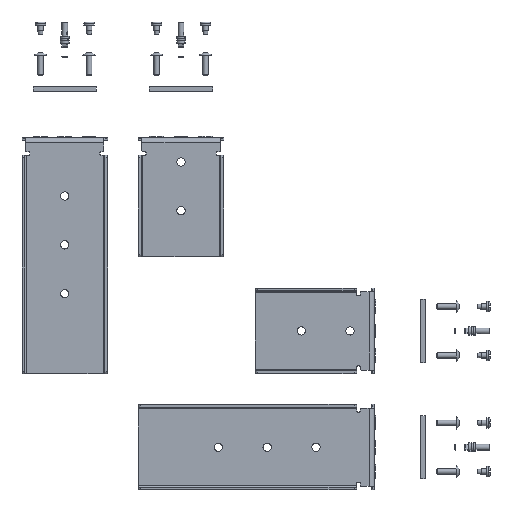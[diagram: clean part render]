
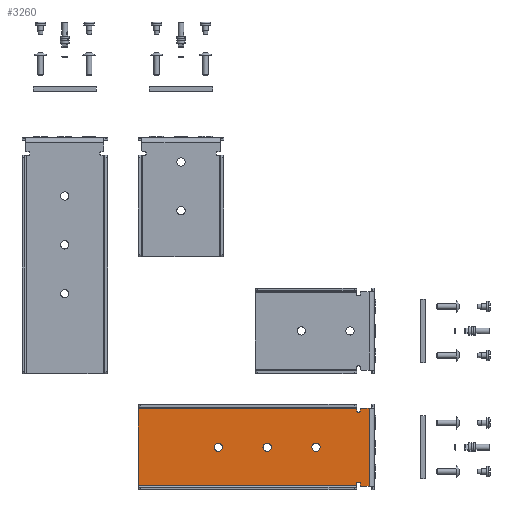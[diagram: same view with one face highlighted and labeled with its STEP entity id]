
A CAD part, top view. The second image highlights one B-rep face of the part: STEP entity #3260.
In plain terms, the highlighted planar face has unit normal (0, 0, 1).
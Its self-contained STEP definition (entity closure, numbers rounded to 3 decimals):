
#1511=CARTESIAN_POINT('',(-27.5,0.0,0.0));
#1512=VERTEX_POINT('',#1511);
#1513=CARTESIAN_POINT('',(-24.8,0.0,0.0));
#1514=DIRECTION('',(0.0,0.0,1.0));
#1515=DIRECTION('',(1.0,0.0,0.0));
#1516=AXIS2_PLACEMENT_3D('',#1513,#1514,#1515);
#1517=CIRCLE('',#1516,2.7);
#1518=EDGE_CURVE('',#1512,#1512,#1517,.T.);
#1531=CARTESIAN_POINT('',(4.3,0.0,0.0));
#1532=VERTEX_POINT('',#1531);
#1533=CARTESIAN_POINT('',(7.,0.0,0.0));
#1534=DIRECTION('',(0.0,0.0,1.0));
#1535=DIRECTION('',(1.0,0.0,0.0));
#1536=AXIS2_PLACEMENT_3D('',#1533,#1534,#1535);
#1537=CIRCLE('',#1536,2.7);
#1538=EDGE_CURVE('',#1532,#1532,#1537,.T.);
#1551=CARTESIAN_POINT('',(36.1,0.0,0.0));
#1552=VERTEX_POINT('',#1551);
#1553=CARTESIAN_POINT('',(38.8,0.0,0.0));
#1554=DIRECTION('',(0.0,0.0,1.0));
#1555=DIRECTION('',(1.0,0.0,0.0));
#1556=AXIS2_PLACEMENT_3D('',#1553,#1554,#1555);
#1557=CIRCLE('',#1556,2.7);
#1558=EDGE_CURVE('',#1552,#1552,#1557,.T.);
#3094=CARTESIAN_POINT('',(-76.9,-24.985,0.0));
#3095=DIRECTION('',(0.0,0.0,1.0));
#3096=DIRECTION('',(1.0,0.0,0.0));
#3097=AXIS2_PLACEMENT_3D('',#3094,#3095,#3096);
#3098=PLANE('',#3097);
#3099=CARTESIAN_POINT('',(68.36,-25.5,0.0));
#3100=VERTEX_POINT('',#3099);
#3101=CARTESIAN_POINT('',(73.52,-25.5,0.));
#3102=VERTEX_POINT('',#3101);
#3103=CARTESIAN_POINT('',(68.36,-25.5,0.0));
#3104=DIRECTION('',(1.0,0.0,0.0));
#3105=VECTOR('',#3104,5.16);
#3106=LINE('',#3103,#3105);
#3107=EDGE_CURVE('',#3100,#3102,#3106,.T.);
#3108=ORIENTED_EDGE('',*,*,#3107,.T.);
#3109=CARTESIAN_POINT('',(73.52,25.5,0.));
#3110=VERTEX_POINT('',#3109);
#3111=CARTESIAN_POINT('',(73.52,-25.5,0.));
#3112=DIRECTION('',(0.0,1.0,0.0));
#3113=VECTOR('',#3112,51.);
#3114=LINE('',#3111,#3113);
#3115=EDGE_CURVE('',#3102,#3110,#3114,.T.);
#3116=ORIENTED_EDGE('',*,*,#3115,.T.);
#3117=CARTESIAN_POINT('',(68.36,25.5,0.0));
#3118=VERTEX_POINT('',#3117);
#3119=CARTESIAN_POINT('',(68.36,25.5,0.0));
#3120=DIRECTION('',(1.0,0.0,0.0));
#3121=VECTOR('',#3120,5.16);
#3122=LINE('',#3119,#3121);
#3123=EDGE_CURVE('',#3118,#3110,#3122,.T.);
#3124=ORIENTED_EDGE('',*,*,#3123,.F.);
#3125=CARTESIAN_POINT('',(67.6,24.74,0.0));
#3126=VERTEX_POINT('',#3125);
#3127=CARTESIAN_POINT('',(68.36,24.74,0.0));
#3128=DIRECTION('',(0.0,0.0,1.0));
#3129=DIRECTION('',(1.0,0.0,0.0));
#3130=AXIS2_PLACEMENT_3D('',#3127,#3128,#3129);
#3131=CIRCLE('',#3130,0.76);
#3132=EDGE_CURVE('',#3118,#3126,#3131,.T.);
#3133=ORIENTED_EDGE('',*,*,#3132,.T.);
#3134=CARTESIAN_POINT('',(67.6,23.56,0.0));
#3135=VERTEX_POINT('',#3134);
#3136=CARTESIAN_POINT('',(67.6,23.56,0.0));
#3137=DIRECTION('',(0.0,1.0,0.0));
#3138=VECTOR('',#3137,1.18);
#3139=LINE('',#3136,#3138);
#3140=EDGE_CURVE('',#3135,#3126,#3139,.T.);
#3141=ORIENTED_EDGE('',*,*,#3140,.F.);
#3142=CARTESIAN_POINT('',(66.84,22.8,0.0));
#3143=VERTEX_POINT('',#3142);
#3144=CARTESIAN_POINT('',(66.84,23.56,0.0));
#3145=DIRECTION('',(0.0,0.0,-1.0));
#3146=DIRECTION('',(1.0,0.0,0.0));
#3147=AXIS2_PLACEMENT_3D('',#3144,#3145,#3146);
#3148=CIRCLE('',#3147,0.76);
#3149=EDGE_CURVE('',#3135,#3143,#3148,.T.);
#3150=ORIENTED_EDGE('',*,*,#3149,.T.);
#3151=CARTESIAN_POINT('',(66.06,22.8,0.0));
#3152=VERTEX_POINT('',#3151);
#3153=CARTESIAN_POINT('',(66.06,22.8,0.0));
#3154=DIRECTION('',(1.0,0.0,0.0));
#3155=VECTOR('',#3154,0.78);
#3156=LINE('',#3153,#3155);
#3157=EDGE_CURVE('',#3152,#3143,#3156,.T.);
#3158=ORIENTED_EDGE('',*,*,#3157,.F.);
#3159=CARTESIAN_POINT('',(65.3,23.56,0.0));
#3160=VERTEX_POINT('',#3159);
#3161=CARTESIAN_POINT('',(66.06,23.56,0.0));
#3162=DIRECTION('',(0.0,0.0,-1.0));
#3163=DIRECTION('',(1.0,0.0,0.0));
#3164=AXIS2_PLACEMENT_3D('',#3161,#3162,#3163);
#3165=CIRCLE('',#3164,0.76);
#3166=EDGE_CURVE('',#3152,#3160,#3165,.T.);
#3167=ORIENTED_EDGE('',*,*,#3166,.T.);
#3168=CARTESIAN_POINT('',(65.3,24.985,0.));
#3169=VERTEX_POINT('',#3168);
#3170=CARTESIAN_POINT('',(65.3,24.985,0.0));
#3171=DIRECTION('',(0.0,-1.0,0.0));
#3172=VECTOR('',#3171,1.425);
#3173=LINE('',#3170,#3172);
#3174=EDGE_CURVE('',#3169,#3160,#3173,.T.);
#3175=ORIENTED_EDGE('',*,*,#3174,.F.);
#3176=CARTESIAN_POINT('',(-76.9,24.985,0.0));
#3177=VERTEX_POINT('',#3176);
#3178=CARTESIAN_POINT('',(-76.9,24.985,0.));
#3179=DIRECTION('',(1.0,0.0,0.0));
#3180=VECTOR('',#3179,142.2);
#3181=LINE('',#3178,#3180);
#3182=EDGE_CURVE('',#3177,#3169,#3181,.T.);
#3183=ORIENTED_EDGE('',*,*,#3182,.F.);
#3184=CARTESIAN_POINT('',(-76.9,-24.985,0.));
#3185=VERTEX_POINT('',#3184);
#3186=CARTESIAN_POINT('',(-76.9,24.985,0.0));
#3187=DIRECTION('',(0.0,-1.0,0.0));
#3188=VECTOR('',#3187,49.97);
#3189=LINE('',#3186,#3188);
#3190=EDGE_CURVE('',#3177,#3185,#3189,.T.);
#3191=ORIENTED_EDGE('',*,*,#3190,.T.);
#3192=CARTESIAN_POINT('',(65.3,-24.985,0.0));
#3193=VERTEX_POINT('',#3192);
#3194=CARTESIAN_POINT('',(-76.9,-24.985,0.0));
#3195=DIRECTION('',(1.0,0.0,0.0));
#3196=VECTOR('',#3195,142.2);
#3197=LINE('',#3194,#3196);
#3198=EDGE_CURVE('',#3185,#3193,#3197,.T.);
#3199=ORIENTED_EDGE('',*,*,#3198,.T.);
#3200=CARTESIAN_POINT('',(65.3,-23.56,0.0));
#3201=VERTEX_POINT('',#3200);
#3202=CARTESIAN_POINT('',(65.3,-24.985,0.0));
#3203=DIRECTION('',(0.0,1.0,0.0));
#3204=VECTOR('',#3203,1.425);
#3205=LINE('',#3202,#3204);
#3206=EDGE_CURVE('',#3193,#3201,#3205,.T.);
#3207=ORIENTED_EDGE('',*,*,#3206,.T.);
#3208=CARTESIAN_POINT('',(66.06,-22.8,0.0));
#3209=VERTEX_POINT('',#3208);
#3210=CARTESIAN_POINT('',(66.06,-23.56,0.0));
#3211=DIRECTION('',(0.0,0.0,-1.0));
#3212=DIRECTION('',(1.0,0.0,0.0));
#3213=AXIS2_PLACEMENT_3D('',#3210,#3211,#3212);
#3214=CIRCLE('',#3213,0.76);
#3215=EDGE_CURVE('',#3201,#3209,#3214,.T.);
#3216=ORIENTED_EDGE('',*,*,#3215,.T.);
#3217=CARTESIAN_POINT('',(66.84,-22.8,0.0));
#3218=VERTEX_POINT('',#3217);
#3219=CARTESIAN_POINT('',(66.06,-22.8,0.0));
#3220=DIRECTION('',(1.0,0.0,0.0));
#3221=VECTOR('',#3220,0.78);
#3222=LINE('',#3219,#3221);
#3223=EDGE_CURVE('',#3209,#3218,#3222,.T.);
#3224=ORIENTED_EDGE('',*,*,#3223,.T.);
#3225=CARTESIAN_POINT('',(67.6,-23.56,0.0));
#3226=VERTEX_POINT('',#3225);
#3227=CARTESIAN_POINT('',(66.84,-23.56,0.0));
#3228=DIRECTION('',(0.0,0.0,-1.0));
#3229=DIRECTION('',(1.0,0.0,0.0));
#3230=AXIS2_PLACEMENT_3D('',#3227,#3228,#3229);
#3231=CIRCLE('',#3230,0.76);
#3232=EDGE_CURVE('',#3218,#3226,#3231,.T.);
#3233=ORIENTED_EDGE('',*,*,#3232,.T.);
#3234=CARTESIAN_POINT('',(67.6,-24.74,0.0));
#3235=VERTEX_POINT('',#3234);
#3236=CARTESIAN_POINT('',(67.6,-23.56,0.0));
#3237=DIRECTION('',(0.0,-1.0,0.0));
#3238=VECTOR('',#3237,1.18);
#3239=LINE('',#3236,#3238);
#3240=EDGE_CURVE('',#3226,#3235,#3239,.T.);
#3241=ORIENTED_EDGE('',*,*,#3240,.T.);
#3242=CARTESIAN_POINT('',(68.36,-24.74,0.0));
#3243=DIRECTION('',(0.0,0.0,1.0));
#3244=DIRECTION('',(1.0,0.0,0.0));
#3245=AXIS2_PLACEMENT_3D('',#3242,#3243,#3244);
#3246=CIRCLE('',#3245,0.76);
#3247=EDGE_CURVE('',#3235,#3100,#3246,.T.);
#3248=ORIENTED_EDGE('',*,*,#3247,.T.);
#3249=EDGE_LOOP('',(#3108,#3116,#3124,#3133,#3141,#3150,#3158,#3167,#3175,#3183,#3191,#3199,#3207,#3216,#3224,#3233,#3241,#3248));
#3250=FACE_OUTER_BOUND('',#3249,.T.);
#3251=ORIENTED_EDGE('',*,*,#1538,.F.);
#3252=EDGE_LOOP('',(#3251));
#3253=FACE_BOUND('',#3252,.T.);
#3254=ORIENTED_EDGE('',*,*,#1558,.F.);
#3255=EDGE_LOOP('',(#3254));
#3256=FACE_BOUND('',#3255,.T.);
#3257=ORIENTED_EDGE('',*,*,#1518,.F.);
#3258=EDGE_LOOP('',(#3257));
#3259=FACE_BOUND('',#3258,.T.);
#3260=ADVANCED_FACE('',(#3250,#3253,#3256,#3259),#3098,.T.);
